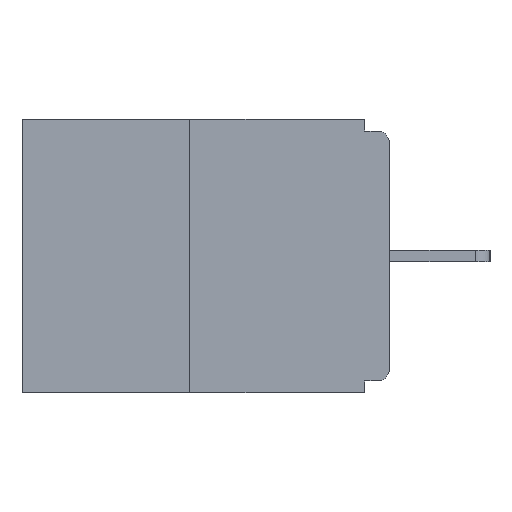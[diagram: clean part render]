
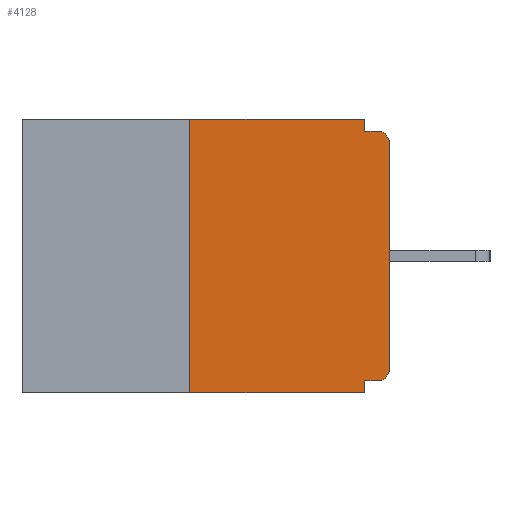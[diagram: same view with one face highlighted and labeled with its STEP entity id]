
A CAD part, left-side view. The second image highlights one B-rep face of the part: STEP entity #4128.
In plain terms, the highlighted planar face has unit normal (-1, 0, 0).
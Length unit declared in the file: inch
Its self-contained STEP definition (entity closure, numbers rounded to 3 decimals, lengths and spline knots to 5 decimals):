
#163 = ORIENTED_EDGE ( 'NONE', *, *, #7946, .F. ) ;
#166 = DIRECTION ( 'NONE',  ( -1., 0., 0. ) ) ;
#519 = DIRECTION ( 'NONE',  ( 0., 0., -1. ) ) ;
#556 = VECTOR ( 'NONE', #519, 39.37008 ) ;
#992 = CARTESIAN_POINT ( 'NONE',  ( 0., 0.015, -0.328 ) ) ;
#1041 = FACE_OUTER_BOUND ( 'NONE', #2818, .T. ) ;
#1258 = CARTESIAN_POINT ( 'NONE',  ( 0., 0.46, -0.343 ) ) ;
#1354 = VERTEX_POINT ( 'NONE', #1818 ) ;
#1474 = ORIENTED_EDGE ( 'NONE', *, *, #16455, .T. ) ;
#1818 = CARTESIAN_POINT ( 'NONE',  ( 0., 0.031, -0.015 ) ) ;
#2179 = LINE ( 'NONE', #8917, #556 ) ;
#2729 = DIRECTION ( 'NONE',  ( 0., 1., 0. ) ) ;
#2818 = EDGE_LOOP ( 'NONE', ( #163, #12451, #9413, #7881, #17021, #1474, #9110, #13611, #9743, #11665 ) ) ;
#2946 = EDGE_CURVE ( 'NONE', #12951, #3790, #6352, .T. ) ;
#3695 = VERTEX_POINT ( 'NONE', #13032 ) ;
#3790 = VERTEX_POINT ( 'NONE', #4750 ) ;
#4128 = ADVANCED_FACE ( 'NONE', ( #1041 ), #19961, .F. ) ;
#4337 = DIRECTION ( 'NONE',  ( 0., -1., 0. ) ) ;
#4357 = CARTESIAN_POINT ( 'NONE',  ( 0., 0.46, 0. ) ) ;
#4582 = VECTOR ( 'NONE', #16082, 39.37008 ) ;
#4750 = CARTESIAN_POINT ( 'NONE',  ( 0., 0.031, -0.343 ) ) ;
#4922 = LINE ( 'NONE', #19751, #12949 ) ;
#5009 = VERTEX_POINT ( 'NONE', #992 ) ;
#5158 = CARTESIAN_POINT ( 'NONE',  ( 0., 0.25, 0. ) ) ;
#5492 = CARTESIAN_POINT ( 'NONE',  ( 0., 0., -0.03 ) ) ;
#5769 = DIRECTION ( 'NONE',  ( 0., 0., -1. ) ) ;
#5878 = CARTESIAN_POINT ( 'NONE',  ( 0., 0.015, -0.03 ) ) ;
#5960 = VERTEX_POINT ( 'NONE', #9265 ) ;
#6209 = VECTOR ( 'NONE', #10132, 39.37008 ) ;
#6352 = LINE ( 'NONE', #9340, #4582 ) ;
#6379 = CARTESIAN_POINT ( 'NONE',  ( 0., 0., -0.328 ) ) ;
#6554 = CIRCLE ( 'NONE', #19614, 0.015 ) ;
#6731 = CARTESIAN_POINT ( 'NONE',  ( 0., 0., 0. ) ) ;
#6984 = CARTESIAN_POINT ( 'NONE',  ( 0., 0.25, -0.343 ) ) ;
#7148 = VERTEX_POINT ( 'NONE', #16333 ) ;
#7667 = LINE ( 'NONE', #9105, #9309 ) ;
#7709 = LINE ( 'NONE', #6379, #10330 ) ;
#7881 = ORIENTED_EDGE ( 'NONE', *, *, #2946, .F. ) ;
#7946 = EDGE_CURVE ( 'NONE', #21801, #3695, #7667, .T. ) ;
#8917 = CARTESIAN_POINT ( 'NONE',  ( 0., 0.031, 0. ) ) ;
#9105 = CARTESIAN_POINT ( 'NONE',  ( 0., 0.46, 0. ) ) ;
#9110 = ORIENTED_EDGE ( 'NONE', *, *, #21249, .T. ) ;
#9265 = CARTESIAN_POINT ( 'NONE',  ( 0., 0., -0.313 ) ) ;
#9309 = VECTOR ( 'NONE', #4337, 39.37008 ) ;
#9340 = CARTESIAN_POINT ( 'NONE',  ( 0., 0.031, -0.343 ) ) ;
#9413 = ORIENTED_EDGE ( 'NONE', *, *, #11044, .T. ) ;
#9743 = ORIENTED_EDGE ( 'NONE', *, *, #20416, .F. ) ;
#9893 = DIRECTION ( 'NONE',  ( 0., -1., 0. ) ) ;
#10132 = DIRECTION ( 'NONE',  ( 0., 0., 1. ) ) ;
#10330 = VECTOR ( 'NONE', #2729, 39.37008 ) ;
#10741 = DIRECTION ( 'NONE',  ( -1., 0., 0. ) ) ;
#11044 = EDGE_CURVE ( 'NONE', #18194, #3790, #16631, .T. ) ;
#11665 = ORIENTED_EDGE ( 'NONE', *, *, #18987, .F. ) ;
#12069 = VECTOR ( 'NONE', #16841, 39.37008 ) ;
#12451 = ORIENTED_EDGE ( 'NONE', *, *, #18919, .F. ) ;
#12949 = VECTOR ( 'NONE', #9893, 39.37008 ) ;
#12951 = VERTEX_POINT ( 'NONE', #21245 ) ;
#13032 = CARTESIAN_POINT ( 'NONE',  ( 0., 0.031, 0. ) ) ;
#13514 = CIRCLE ( 'NONE', #13871, 0.015 ) ;
#13611 = ORIENTED_EDGE ( 'NONE', *, *, #14155, .T. ) ;
#13871 = AXIS2_PLACEMENT_3D ( 'NONE', #15088, #166, #16654 ) ;
#14155 = EDGE_CURVE ( 'NONE', #18913, #7148, #6554, .T. ) ;
#14795 = DIRECTION ( 'NONE',  ( 0., 0., 1. ) ) ;
#15042 = EDGE_CURVE ( 'NONE', #5009, #12951, #7709, .T. ) ;
#15088 = CARTESIAN_POINT ( 'NONE',  ( 0., 0.015, -0.313 ) ) ;
#16082 = DIRECTION ( 'NONE',  ( 0., 0., -1. ) ) ;
#16333 = CARTESIAN_POINT ( 'NONE',  ( 0., 0.015, -0.015 ) ) ;
#16455 = EDGE_CURVE ( 'NONE', #5009, #5960, #13514, .T. ) ;
#16631 = LINE ( 'NONE', #1258, #12069 ) ;
#16654 = DIRECTION ( 'NONE',  ( 0., 0., -1. ) ) ;
#16841 = DIRECTION ( 'NONE',  ( 0., -1., 0. ) ) ;
#17021 = ORIENTED_EDGE ( 'NONE', *, *, #15042, .F. ) ;
#18073 = DIRECTION ( 'NONE',  ( 0., 0., -1. ) ) ;
#18194 = VERTEX_POINT ( 'NONE', #6984 ) ;
#18768 = LINE ( 'NONE', #5158, #6209 ) ;
#18913 = VERTEX_POINT ( 'NONE', #5492 ) ;
#18919 = EDGE_CURVE ( 'NONE', #18194, #21801, #18768, .T. ) ;
#18987 = EDGE_CURVE ( 'NONE', #3695, #1354, #2179, .T. ) ;
#19059 = AXIS2_PLACEMENT_3D ( 'NONE', #4357, #19630, #18073 ) ;
#19614 = AXIS2_PLACEMENT_3D ( 'NONE', #5878, #10741, #5769 ) ;
#19630 = DIRECTION ( 'NONE',  ( 1., 0., 0. ) ) ;
#19751 = CARTESIAN_POINT ( 'NONE',  ( 0., 0., -0.015 ) ) ;
#19961 = PLANE ( 'NONE',  #19059 ) ;
#20336 = LINE ( 'NONE', #6731, #20410 ) ;
#20410 = VECTOR ( 'NONE', #14795, 39.37008 ) ;
#20416 = EDGE_CURVE ( 'NONE', #1354, #7148, #4922, .T. ) ;
#21245 = CARTESIAN_POINT ( 'NONE',  ( 0., 0.031, -0.328 ) ) ;
#21249 = EDGE_CURVE ( 'NONE', #5960, #18913, #20336, .T. ) ;
#21736 = CARTESIAN_POINT ( 'NONE',  ( 0., 0.25, 0. ) ) ;
#21801 = VERTEX_POINT ( 'NONE', #21736 ) ;
